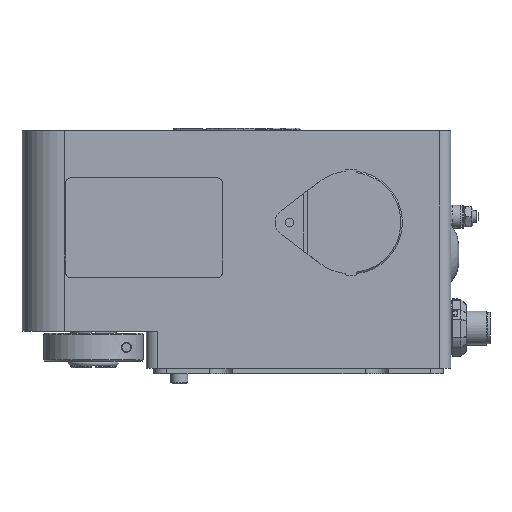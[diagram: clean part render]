
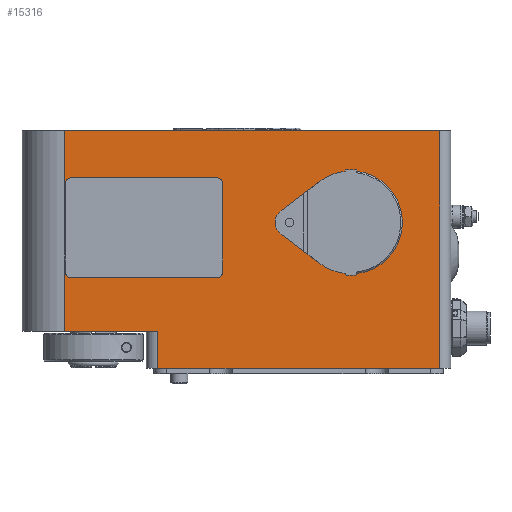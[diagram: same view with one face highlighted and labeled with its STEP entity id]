
A CAD part, front view. The second image highlights one B-rep face of the part: STEP entity #15316.
In plain terms, the highlighted planar face has unit normal (0, -1, 0).
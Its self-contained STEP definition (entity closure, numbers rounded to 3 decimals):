
#402=PLANE('',#16398);
#970=LINE('',#22532,#2234);
#992=LINE('',#22614,#2256);
#998=LINE('',#22629,#2262);
#1001=LINE('',#22637,#2265);
#1004=LINE('',#22645,#2268);
#1007=LINE('',#22653,#2271);
#1009=LINE('',#22661,#2273);
#1010=LINE('',#22665,#2274);
#1011=LINE('',#22667,#2275);
#1012=LINE('',#22668,#2276);
#1013=LINE('',#22670,#2277);
#1014=LINE('',#22671,#2278);
#1015=LINE('',#22676,#2279);
#1016=LINE('',#22680,#2280);
#1017=LINE('',#22684,#2281);
#1018=LINE('',#22687,#2282);
#2234=VECTOR('',#18195,10.);
#2256=VECTOR('',#18261,10.);
#2262=VECTOR('',#18277,10.);
#2265=VECTOR('',#18286,10.);
#2268=VECTOR('',#18295,10.);
#2271=VECTOR('',#18304,10.);
#2273=VECTOR('',#18316,10.);
#2274=VECTOR('',#18319,10.);
#2275=VECTOR('',#18320,10.);
#2276=VECTOR('',#18321,10.);
#2277=VECTOR('',#18322,10.);
#2278=VECTOR('',#18323,10.);
#2279=VECTOR('',#18326,10.);
#2280=VECTOR('',#18329,10.);
#2281=VECTOR('',#18332,10.);
#2282=VECTOR('',#18335,10.);
#3449=FACE_BOUND('',#4551,.T.);
#3450=FACE_BOUND('',#4552,.T.);
#3714=FACE_OUTER_BOUND('',#4550,.T.);
#4550=EDGE_LOOP('',(#10887,#10888,#10889,#10890,#10891,#10892));
#4551=EDGE_LOOP('',(#10893,#10894,#10895,#10896,#10897,#10898,#10899,#10900));
#4552=EDGE_LOOP('',(#10901,#10902,#10903,#10904,#10905,#10906,#10907,#10908,
#10909,#10910,#10911,#10912));
#5829=CIRCLE('',#16382,18.);
#5830=CIRCLE('',#16385,18.5);
#5831=CIRCLE('',#16388,18.);
#5832=CIRCLE('',#16391,18.5);
#5833=CIRCLE('',#16394,18.);
#5834=CIRCLE('',#16396,5.);
#5835=CIRCLE('',#16399,2.);
#5836=CIRCLE('',#16400,2.);
#5837=CIRCLE('',#16401,2.);
#5838=CIRCLE('',#16402,2.);
#6495=VERTEX_POINT('',#22529);
#6496=VERTEX_POINT('',#22531);
#6527=VERTEX_POINT('',#22611);
#6528=VERTEX_POINT('',#22613);
#6530=VERTEX_POINT('',#22621);
#6531=VERTEX_POINT('',#22623);
#6532=VERTEX_POINT('',#22627);
#6533=VERTEX_POINT('',#22631);
#6534=VERTEX_POINT('',#22635);
#6535=VERTEX_POINT('',#22639);
#6536=VERTEX_POINT('',#22643);
#6537=VERTEX_POINT('',#22647);
#6538=VERTEX_POINT('',#22651);
#6539=VERTEX_POINT('',#22657);
#6540=VERTEX_POINT('',#22663);
#6541=VERTEX_POINT('',#22664);
#6542=VERTEX_POINT('',#22666);
#6543=VERTEX_POINT('',#22669);
#6544=VERTEX_POINT('',#22672);
#6545=VERTEX_POINT('',#22673);
#6546=VERTEX_POINT('',#22675);
#6547=VERTEX_POINT('',#22677);
#6548=VERTEX_POINT('',#22679);
#6549=VERTEX_POINT('',#22681);
#6550=VERTEX_POINT('',#22683);
#6551=VERTEX_POINT('',#22685);
#8150=EDGE_CURVE('',#6495,#6496,#970,.T.);
#8188=EDGE_CURVE('',#6528,#6527,#992,.T.);
#8193=EDGE_CURVE('',#6531,#6530,#5829,.T.);
#8196=EDGE_CURVE('',#6530,#6532,#998,.T.);
#8198=EDGE_CURVE('',#6532,#6533,#5830,.T.);
#8200=EDGE_CURVE('',#6533,#6534,#1001,.T.);
#8202=EDGE_CURVE('',#6534,#6535,#5831,.T.);
#8204=EDGE_CURVE('',#6535,#6536,#1004,.T.);
#8206=EDGE_CURVE('',#6536,#6537,#5832,.T.);
#8208=EDGE_CURVE('',#6537,#6538,#1007,.T.);
#8209=EDGE_CURVE('',#6538,#6528,#5833,.T.);
#8211=EDGE_CURVE('',#6527,#6539,#5834,.T.);
#8212=EDGE_CURVE('',#6539,#6531,#1009,.T.);
#8213=EDGE_CURVE('',#6540,#6541,#1010,.T.);
#8214=EDGE_CURVE('',#6542,#6540,#1011,.T.);
#8215=EDGE_CURVE('',#6542,#6496,#1012,.T.);
#8216=EDGE_CURVE('',#6543,#6495,#1013,.T.);
#8217=EDGE_CURVE('',#6541,#6543,#1014,.T.);
#8218=EDGE_CURVE('',#6544,#6545,#5835,.T.);
#8219=EDGE_CURVE('',#6545,#6546,#1015,.T.);
#8220=EDGE_CURVE('',#6546,#6547,#5836,.T.);
#8221=EDGE_CURVE('',#6547,#6548,#1016,.T.);
#8222=EDGE_CURVE('',#6548,#6549,#5837,.T.);
#8223=EDGE_CURVE('',#6549,#6550,#1017,.T.);
#8224=EDGE_CURVE('',#6550,#6551,#5838,.T.);
#8225=EDGE_CURVE('',#6551,#6544,#1018,.T.);
#10887=ORIENTED_EDGE('',*,*,#8213,.F.);
#10888=ORIENTED_EDGE('',*,*,#8214,.F.);
#10889=ORIENTED_EDGE('',*,*,#8215,.T.);
#10890=ORIENTED_EDGE('',*,*,#8150,.F.);
#10891=ORIENTED_EDGE('',*,*,#8216,.F.);
#10892=ORIENTED_EDGE('',*,*,#8217,.F.);
#10893=ORIENTED_EDGE('',*,*,#8218,.T.);
#10894=ORIENTED_EDGE('',*,*,#8219,.T.);
#10895=ORIENTED_EDGE('',*,*,#8220,.T.);
#10896=ORIENTED_EDGE('',*,*,#8221,.T.);
#10897=ORIENTED_EDGE('',*,*,#8222,.T.);
#10898=ORIENTED_EDGE('',*,*,#8223,.T.);
#10899=ORIENTED_EDGE('',*,*,#8224,.T.);
#10900=ORIENTED_EDGE('',*,*,#8225,.T.);
#10901=ORIENTED_EDGE('',*,*,#8193,.T.);
#10902=ORIENTED_EDGE('',*,*,#8196,.T.);
#10903=ORIENTED_EDGE('',*,*,#8198,.T.);
#10904=ORIENTED_EDGE('',*,*,#8200,.T.);
#10905=ORIENTED_EDGE('',*,*,#8202,.T.);
#10906=ORIENTED_EDGE('',*,*,#8204,.T.);
#10907=ORIENTED_EDGE('',*,*,#8206,.T.);
#10908=ORIENTED_EDGE('',*,*,#8208,.T.);
#10909=ORIENTED_EDGE('',*,*,#8209,.T.);
#10910=ORIENTED_EDGE('',*,*,#8188,.T.);
#10911=ORIENTED_EDGE('',*,*,#8211,.T.);
#10912=ORIENTED_EDGE('',*,*,#8212,.T.);
#15316=ADVANCED_FACE('',(#3714,#3449,#3450),#402,.T.);
#16382=AXIS2_PLACEMENT_3D('',#22624,#18271,#18272);
#16385=AXIS2_PLACEMENT_3D('',#22633,#18281,#18282);
#16388=AXIS2_PLACEMENT_3D('',#22641,#18290,#18291);
#16391=AXIS2_PLACEMENT_3D('',#22649,#18299,#18300);
#16394=AXIS2_PLACEMENT_3D('',#22655,#18307,#18308);
#16396=AXIS2_PLACEMENT_3D('',#22659,#18312,#18313);
#16398=AXIS2_PLACEMENT_3D('',#22662,#18317,#18318);
#16399=AXIS2_PLACEMENT_3D('',#22674,#18324,#18325);
#16400=AXIS2_PLACEMENT_3D('',#22678,#18327,#18328);
#16401=AXIS2_PLACEMENT_3D('',#22682,#18330,#18331);
#16402=AXIS2_PLACEMENT_3D('',#22686,#18333,#18334);
#18195=DIRECTION('',(1.,0.,0.));
#18261=DIRECTION('',(-0.796,0.,0.605));
#18271=DIRECTION('center_axis',(0.,1.,0.));
#18272=DIRECTION('ref_axis',(-0.11,0.,0.994));
#18277=DIRECTION('',(0.,0.,1.));
#18281=DIRECTION('center_axis',(0.,1.,0.));
#18282=DIRECTION('ref_axis',(0.107,0.,0.994));
#18286=DIRECTION('',(0.,0.,-1.));
#18290=DIRECTION('center_axis',(0.,1.,0.));
#18291=DIRECTION('ref_axis',(0.11,0.,-0.994));
#18295=DIRECTION('',(0.,0.,-1.));
#18299=DIRECTION('center_axis',(0.,1.,0.));
#18300=DIRECTION('ref_axis',(-0.107,0.,-0.994));
#18304=DIRECTION('',(0.,0.,1.));
#18307=DIRECTION('center_axis',(0.,1.,0.));
#18308=DIRECTION('ref_axis',(-0.605,0.,-0.796));
#18312=DIRECTION('center_axis',(0.,1.,0.));
#18313=DIRECTION('ref_axis',(-0.56,0.,0.829));
#18316=DIRECTION('',(0.796,0.,0.605));
#18317=DIRECTION('center_axis',(0.,-1.,0.));
#18318=DIRECTION('ref_axis',(0.,0.,-1.));
#18319=DIRECTION('',(0.,0.,1.));
#18320=DIRECTION('',(-1.,0.,0.));
#18321=DIRECTION('',(0.,0.,1.));
#18322=DIRECTION('',(0.,0.,1.));
#18323=DIRECTION('',(-1.,0.,0.));
#18324=DIRECTION('center_axis',(0.,1.,0.));
#18325=DIRECTION('ref_axis',(0.,0.,
1.));
#18326=DIRECTION('',(-1.,0.,0.));
#18327=DIRECTION('center_axis',(0.,1.,0.));
#18328=DIRECTION('ref_axis',(1.,0.,0.));
#18329=DIRECTION('',(0.,0.,1.));
#18330=DIRECTION('center_axis',(0.,1.,0.));
#18331=DIRECTION('ref_axis',(0.,0.,
-1.));
#18332=DIRECTION('',(1.,0.,0.));
#18333=DIRECTION('center_axis',(0.,1.,0.));
#18334=DIRECTION('ref_axis',(-1.,0.,0.));
#18335=DIRECTION('',(0.,0.,-1.));
#22529=CARTESIAN_POINT('',(15.,0.,83.));
#22531=CARTESIAN_POINT('',(146.,0.,83.));
#22532=CARTESIAN_POINT('',(15.,0.,83.));
#22611=CARTESIAN_POINT('',(90.701,0.,46.857));
#22613=CARTESIAN_POINT('',(104.11,0.,36.668));
#22614=CARTESIAN_POINT('',(126.22,0.,19.867));
#22621=CARTESIAN_POINT('',(113.015,0.,68.89));
#22623=CARTESIAN_POINT('',(104.11,0.,65.332));
#22624=CARTESIAN_POINT('Origin',(115.,0.,51.));
#22627=CARTESIAN_POINT('',(113.015,0.,69.393));
#22629=CARTESIAN_POINT('',(113.015,0.,34.445));
#22631=CARTESIAN_POINT('',(116.985,0.,69.393));
#22633=CARTESIAN_POINT('Origin',(115.,0.,51.));
#22635=CARTESIAN_POINT('',(116.985,0.,68.89));
#22637=CARTESIAN_POINT('',(116.985,0.,34.697));
#22639=CARTESIAN_POINT('',(116.985,0.,33.11));
#22641=CARTESIAN_POINT('Origin',(115.,0.,51.));
#22643=CARTESIAN_POINT('',(116.985,0.,32.607));
#22645=CARTESIAN_POINT('',(116.985,0.,16.555));
#22647=CARTESIAN_POINT('',(113.015,0.,32.607));
#22649=CARTESIAN_POINT('Origin',(115.,0.,51.));
#22651=CARTESIAN_POINT('',(113.015,0.,33.11));
#22653=CARTESIAN_POINT('',(113.015,0.,16.303));
#22655=CARTESIAN_POINT('Origin',(115.,0.,51.));
#22657=CARTESIAN_POINT('',(90.701,0.,55.143));
#22659=CARTESIAN_POINT('Origin',(93.5,0.,51.));
#22661=CARTESIAN_POINT('',(94.948,0.,58.37));
#22662=CARTESIAN_POINT('Origin',(146.,0.,0.));
#22663=CARTESIAN_POINT('',(47.5,0.,0.));
#22664=CARTESIAN_POINT('',(47.5,0.,13.));
#22665=CARTESIAN_POINT('',(47.5,0.,0.));
#22666=CARTESIAN_POINT('',(146.,0.,0.));
#22667=CARTESIAN_POINT('',(146.,0.,0.));
#22668=CARTESIAN_POINT('',(146.,0.,0.));
#22669=CARTESIAN_POINT('',(15.,0.,13.));
#22670=CARTESIAN_POINT('',(15.,0.,0.));
#22671=CARTESIAN_POINT('',(84.739,0.,13.));
#22672=CARTESIAN_POINT('',(70.146,0.,33.621));
#22673=CARTESIAN_POINT('',(68.146,0.,31.621));
#22674=CARTESIAN_POINT('Origin',(68.146,0.,33.621));
#22675=CARTESIAN_POINT('',(17.146,0.,31.621));
#22676=CARTESIAN_POINT('',(107.073,0.,31.621));
#22677=CARTESIAN_POINT('',(15.146,0.,33.621));
#22678=CARTESIAN_POINT('Origin',(17.146,0.,33.621));
#22679=CARTESIAN_POINT('',(15.146,0.,64.621));
#22680=CARTESIAN_POINT('',(15.146,0.,16.811));
#22681=CARTESIAN_POINT('',(17.146,0.,66.621));
#22682=CARTESIAN_POINT('Origin',(17.146,0.,64.621));
#22683=CARTESIAN_POINT('',(68.146,0.,66.621));
#22684=CARTESIAN_POINT('',(81.573,0.,66.621));
#22685=CARTESIAN_POINT('',(70.146,0.,64.621));
#22686=CARTESIAN_POINT('Origin',(68.146,0.,64.621));
#22687=CARTESIAN_POINT('',(70.146,0.,32.311));
